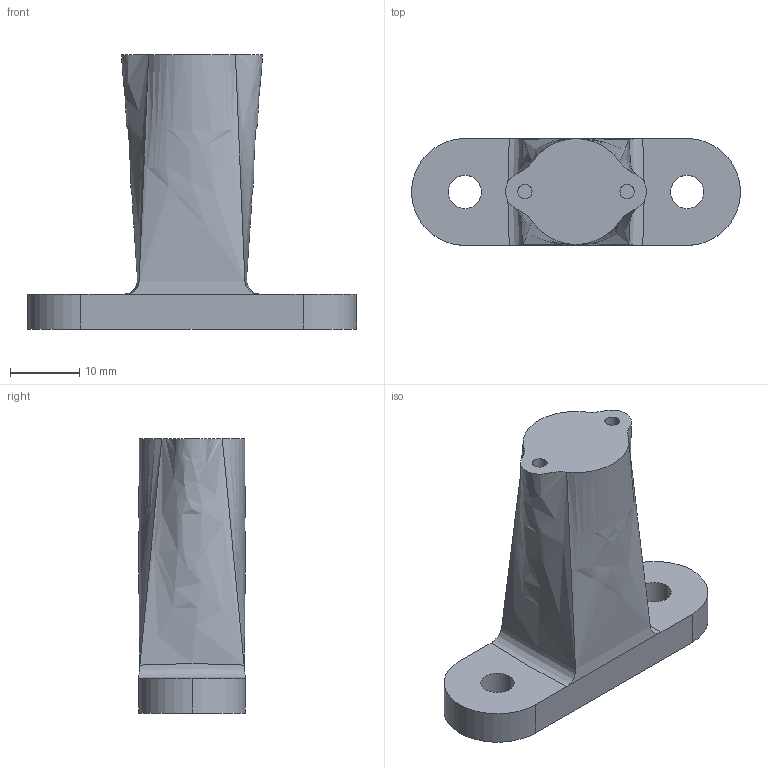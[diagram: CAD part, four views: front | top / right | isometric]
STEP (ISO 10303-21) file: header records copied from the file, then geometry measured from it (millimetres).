
FILE_DESCRIPTION (( 'STEP AP214' ), '1' );
FILE_NAME ('caster_bracket_rear.STEP', '2024-08-29T19:08:22', ( '' ), ( '' ), 'SwSTEP 2.0', 'SolidWorks 2022', '' );
FILE_SCHEMA (( 'AUTOMOTIVE_DESIGN' ));
Length unit declared in the file: millimetre
Products named in the file (1): caster_bracket_rear
Bounding box: 47.4 x 15.4 x 39.5 mm (x, y, z)
Volume: 10893 mm3; surface area: 4020.5 mm2
Topology: 1 solids, 1 shells, 25 faces, 63 edges, 42 vertices
Faces by surface type: cylinder 11, plane 8, bspline 6
Entity records: 1203 total; most frequent: CARTESIAN_POINT 561, ORIENTED_EDGE 126, DIRECTION 125, EDGE_CURVE 63, AXIS2_PLACEMENT_3D 50, VERTEX_POINT 42, EDGE_LOOP 31, CIRCLE 30
